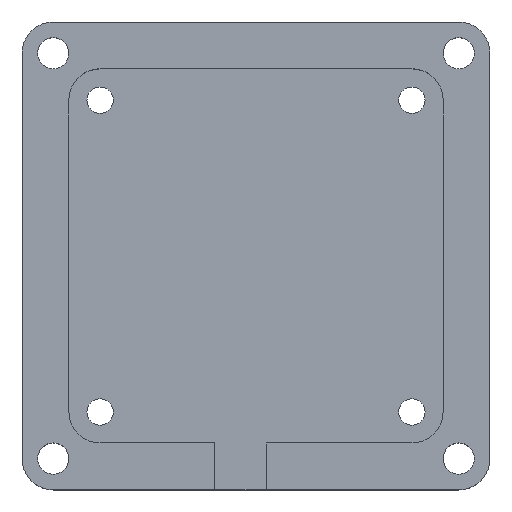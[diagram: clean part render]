
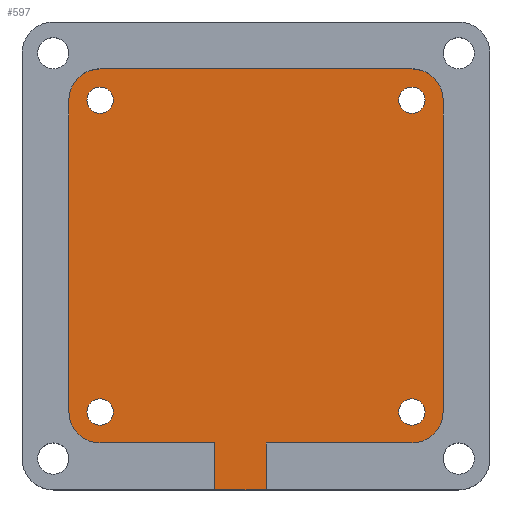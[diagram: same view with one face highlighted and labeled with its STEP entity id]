
A CAD part, top view. The second image highlights one B-rep face of the part: STEP entity #597.
In plain terms, the highlighted planar face has unit normal (0, 0, 1).
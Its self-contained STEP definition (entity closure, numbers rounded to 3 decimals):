
#19=FACE_BOUND('',#96,.T.);
#20=FACE_BOUND('',#97,.T.);
#21=FACE_BOUND('',#98,.T.);
#22=FACE_BOUND('',#99,.T.);
#39=PLANE('',#665);
#61=FACE_OUTER_BOUND('',#95,.T.);
#95=EDGE_LOOP('',(#481,#482,#483,#484,#485,#486,#487,#488,#489,#490,#491,
#492));
#96=EDGE_LOOP('',(#493));
#97=EDGE_LOOP('',(#494));
#98=EDGE_LOOP('',(#495));
#99=EDGE_LOOP('',(#496));
#125=LINE('',#893,#177);
#129=LINE('',#901,#181);
#133=LINE('',#913,#185);
#137=LINE('',#925,#189);
#141=LINE('',#937,#193);
#145=LINE('',#949,#197);
#148=LINE('',#955,#200);
#156=LINE('',#986,#208);
#177=VECTOR('',#719,10.);
#181=VECTOR('',#725,10.);
#185=VECTOR('',#737,10.);
#189=VECTOR('',#749,10.);
#193=VECTOR('',#761,10.);
#197=VECTOR('',#773,10.);
#200=VECTOR('',#778,10.);
#208=VECTOR('',#806,10.);
#226=CIRCLE('',#627,1.265);
#228=CIRCLE('',#630,1.265);
#230=CIRCLE('',#633,1.265);
#232=CIRCLE('',#636,1.265);
#233=CIRCLE('',#640,3.);
#235=CIRCLE('',#644,3.);
#237=CIRCLE('',#648,3.);
#239=CIRCLE('',#652,3.);
#258=VERTEX_POINT('',#869);
#260=VERTEX_POINT('',#875);
#262=VERTEX_POINT('',#881);
#264=VERTEX_POINT('',#887);
#265=VERTEX_POINT('',#891);
#266=VERTEX_POINT('',#892);
#269=VERTEX_POINT('',#900);
#271=VERTEX_POINT('',#906);
#273=VERTEX_POINT('',#912);
#275=VERTEX_POINT('',#918);
#277=VERTEX_POINT('',#924);
#279=VERTEX_POINT('',#930);
#281=VERTEX_POINT('',#936);
#283=VERTEX_POINT('',#942);
#285=VERTEX_POINT('',#948);
#287=VERTEX_POINT('',#954);
#315=EDGE_CURVE('',#258,#258,#226,.T.);
#318=EDGE_CURVE('',#260,#260,#228,.T.);
#321=EDGE_CURVE('',#262,#262,#230,.T.);
#324=EDGE_CURVE('',#264,#264,#232,.T.);
#325=EDGE_CURVE('',#265,#266,#125,.T.);
#329=EDGE_CURVE('',#269,#265,#129,.T.);
#332=EDGE_CURVE('',#266,#271,#233,.T.);
#335=EDGE_CURVE('',#271,#273,#133,.T.);
#338=EDGE_CURVE('',#273,#275,#235,.T.);
#341=EDGE_CURVE('',#275,#277,#137,.T.);
#344=EDGE_CURVE('',#277,#279,#237,.T.);
#347=EDGE_CURVE('',#279,#281,#141,.T.);
#350=EDGE_CURVE('',#281,#283,#239,.T.);
#353=EDGE_CURVE('',#283,#285,#145,.T.);
#356=EDGE_CURVE('',#285,#287,#148,.T.);
#372=EDGE_CURVE('',#287,#269,#156,.T.);
#481=ORIENTED_EDGE('',*,*,#329,.T.);
#482=ORIENTED_EDGE('',*,*,#325,.T.);
#483=ORIENTED_EDGE('',*,*,#332,.T.);
#484=ORIENTED_EDGE('',*,*,#335,.T.);
#485=ORIENTED_EDGE('',*,*,#338,.T.);
#486=ORIENTED_EDGE('',*,*,#341,.T.);
#487=ORIENTED_EDGE('',*,*,#344,.T.);
#488=ORIENTED_EDGE('',*,*,#347,.T.);
#489=ORIENTED_EDGE('',*,*,#350,.T.);
#490=ORIENTED_EDGE('',*,*,#353,.T.);
#491=ORIENTED_EDGE('',*,*,#356,.T.);
#492=ORIENTED_EDGE('',*,*,#372,.T.);
#493=ORIENTED_EDGE('',*,*,#315,.T.);
#494=ORIENTED_EDGE('',*,*,#318,.T.);
#495=ORIENTED_EDGE('',*,*,#321,.T.);
#496=ORIENTED_EDGE('',*,*,#324,.T.);
#597=ADVANCED_FACE('',(#61,#19,#20,#21,#22),#39,.T.);
#627=AXIS2_PLACEMENT_3D('',#871,#694,#695);
#630=AXIS2_PLACEMENT_3D('',#877,#701,#702);
#633=AXIS2_PLACEMENT_3D('',#883,#708,#709);
#636=AXIS2_PLACEMENT_3D('',#889,#715,#716);
#640=AXIS2_PLACEMENT_3D('',#907,#730,#731);
#644=AXIS2_PLACEMENT_3D('',#919,#742,#743);
#648=AXIS2_PLACEMENT_3D('',#931,#754,#755);
#652=AXIS2_PLACEMENT_3D('',#943,#766,#767);
#665=AXIS2_PLACEMENT_3D('',#985,#804,#805);
#694=DIRECTION('center_axis',(0.,0.,-1.));
#695=DIRECTION('ref_axis',(1.,0.,0.));
#701=DIRECTION('center_axis',(0.,0.,-1.));
#702=DIRECTION('ref_axis',(1.,0.,0.));
#708=DIRECTION('center_axis',(0.,0.,-1.));
#709=DIRECTION('ref_axis',(1.,0.,0.));
#715=DIRECTION('center_axis',(0.,0.,-1.));
#716=DIRECTION('ref_axis',(1.,0.,0.));
#719=DIRECTION('',(1.,0.,0.));
#725=DIRECTION('',(0.,1.,0.));
#730=DIRECTION('center_axis',(0.,0.,1.));
#731=DIRECTION('ref_axis',(0.,-1.,0.));
#737=DIRECTION('',(0.,1.,0.));
#742=DIRECTION('center_axis',(0.,0.,1.));
#743=DIRECTION('ref_axis',(1.,0.,0.));
#749=DIRECTION('',(-1.,0.,0.));
#754=DIRECTION('center_axis',(0.,0.,1.));
#755=DIRECTION('ref_axis',(0.,1.,0.));
#761=DIRECTION('',(0.,-1.,0.));
#766=DIRECTION('center_axis',(0.,0.,1.));
#767=DIRECTION('ref_axis',(-1.,0.,0.));
#773=DIRECTION('',(1.,0.,0.));
#778=DIRECTION('',(0.,-1.,0.));
#804=DIRECTION('center_axis',(0.,0.,1.));
#805=DIRECTION('ref_axis',(1.,0.,0.));
#806=DIRECTION('',(1.,0.,0.));
#869=CARTESIAN_POINT('',(13.736,-15.,2.5));
#871=CARTESIAN_POINT('Origin',(15.,-15.,2.5));
#875=CARTESIAN_POINT('',(13.736,15.,2.5));
#877=CARTESIAN_POINT('Origin',(15.,15.,2.5));
#881=CARTESIAN_POINT('',(-16.265,-15.,2.5));
#883=CARTESIAN_POINT('Origin',(-15.,-15.,2.5));
#887=CARTESIAN_POINT('',(-16.265,15.,2.5));
#889=CARTESIAN_POINT('Origin',(-15.,15.,2.5));
#891=CARTESIAN_POINT('',(1.,-18.,2.5));
#892=CARTESIAN_POINT('',(15.,-18.,2.5));
#893=CARTESIAN_POINT('',(7.5,-18.,2.5));
#900=CARTESIAN_POINT('',(1.,-22.5,2.5));
#901=CARTESIAN_POINT('',(1.,-9.,2.5));
#906=CARTESIAN_POINT('',(18.,-15.,2.5));
#907=CARTESIAN_POINT('Origin',(15.,-15.,2.5));
#912=CARTESIAN_POINT('',(18.,15.,2.5));
#913=CARTESIAN_POINT('',(18.,7.5,2.5));
#918=CARTESIAN_POINT('',(15.,18.,2.5));
#919=CARTESIAN_POINT('Origin',(15.,15.,2.5));
#924=CARTESIAN_POINT('',(-15.,18.,2.5));
#925=CARTESIAN_POINT('',(-7.5,18.,2.5));
#930=CARTESIAN_POINT('',(-18.,15.,2.5));
#931=CARTESIAN_POINT('Origin',(-15.,15.,2.5));
#936=CARTESIAN_POINT('',(-18.,-15.,2.5));
#937=CARTESIAN_POINT('',(-18.,-7.5,2.5));
#942=CARTESIAN_POINT('',(-15.,-18.,2.5));
#943=CARTESIAN_POINT('Origin',(-15.,-15.,2.5));
#948=CARTESIAN_POINT('',(-4.,-18.,2.5));
#949=CARTESIAN_POINT('',(-2.,-18.,2.5));
#954=CARTESIAN_POINT('',(-4.,-22.5,2.5));
#955=CARTESIAN_POINT('',(-4.,-11.25,2.5));
#985=CARTESIAN_POINT('Origin',(0.,0.,2.5));
#986=CARTESIAN_POINT('',(19.5,-22.5,2.5));
